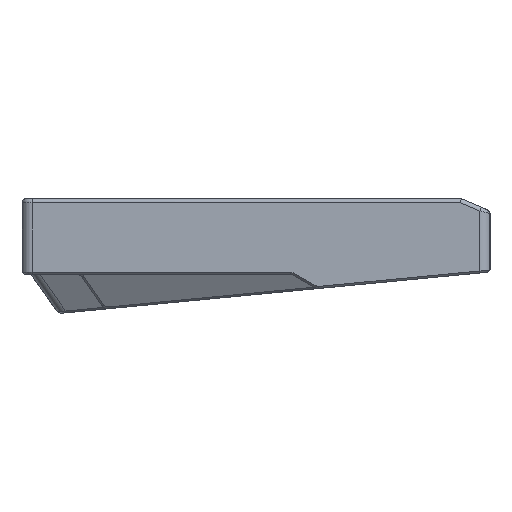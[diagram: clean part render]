
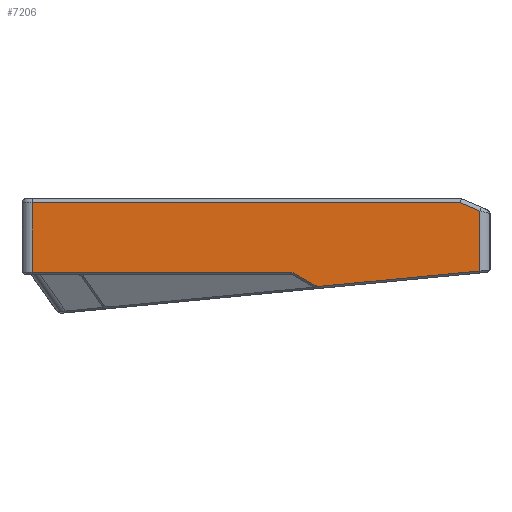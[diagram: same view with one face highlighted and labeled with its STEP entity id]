
A CAD part, left-side view. The second image highlights one B-rep face of the part: STEP entity #7206.
In plain terms, the highlighted planar face has unit normal (-1, 0, 0).
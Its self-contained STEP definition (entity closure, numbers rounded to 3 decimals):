
#117=B_SPLINE_CURVE_WITH_KNOTS('',3,(#10324,#10325,#10326,#10327),
 .UNSPECIFIED.,.F.,.F.,(4,4),(1.552,1.571),
 .UNSPECIFIED.);
#236=PLANE('',#7653);
#519=FACE_OUTER_BOUND('',#947,.T.);
#947=EDGE_LOOP('',(#4929,#4930,#4931,#4932,#4933,#4934,#4935,#4936,#4937,
#4938));
#1425=CIRCLE('',#7654,2.1);
#1426=CIRCLE('',#7655,1.1);
#1641=LINE('',#10205,#2362);
#1648=LINE('',#10240,#2369);
#1653=LINE('',#10312,#2374);
#1654=LINE('',#10314,#2375);
#1655=LINE('',#10318,#2376);
#1656=LINE('',#10322,#2377);
#1657=LINE('',#10328,#2378);
#2362=VECTOR('',#8248,10.);
#2369=VECTOR('',#8287,10.);
#2374=VECTOR('',#8312,10.);
#2375=VECTOR('',#8313,10.);
#2376=VECTOR('',#8316,10.);
#2377=VECTOR('',#8319,10.);
#2378=VECTOR('',#8320,10.);
#3083=VERTEX_POINT('',#10203);
#3084=VERTEX_POINT('',#10204);
#3095=VERTEX_POINT('',#10233);
#3103=VERTEX_POINT('',#10311);
#3104=VERTEX_POINT('',#10313);
#3105=VERTEX_POINT('',#10315);
#3106=VERTEX_POINT('',#10317);
#3107=VERTEX_POINT('',#10319);
#3108=VERTEX_POINT('',#10321);
#3109=VERTEX_POINT('',#10323);
#3785=EDGE_CURVE('',#3083,#3084,#1641,.T.);
#3803=EDGE_CURVE('',#3095,#3083,#1648,.T.);
#3815=EDGE_CURVE('',#3103,#3095,#1653,.T.);
#3816=EDGE_CURVE('',#3104,#3103,#1654,.T.);
#3817=EDGE_CURVE('',#3105,#3104,#1425,.T.);
#3818=EDGE_CURVE('',#3106,#3105,#1655,.T.);
#3819=EDGE_CURVE('',#3107,#3106,#1426,.T.);
#3820=EDGE_CURVE('',#3108,#3107,#1656,.T.);
#3821=EDGE_CURVE('',#3109,#3108,#117,.T.);
#3822=EDGE_CURVE('',#3084,#3109,#1657,.T.);
#4929=ORIENTED_EDGE('',*,*,#3785,.F.);
#4930=ORIENTED_EDGE('',*,*,#3803,.F.);
#4931=ORIENTED_EDGE('',*,*,#3815,.F.);
#4932=ORIENTED_EDGE('',*,*,#3816,.F.);
#4933=ORIENTED_EDGE('',*,*,#3817,.F.);
#4934=ORIENTED_EDGE('',*,*,#3818,.F.);
#4935=ORIENTED_EDGE('',*,*,#3819,.F.);
#4936=ORIENTED_EDGE('',*,*,#3820,.F.);
#4937=ORIENTED_EDGE('',*,*,#3821,.F.);
#4938=ORIENTED_EDGE('',*,*,#3822,.F.);
#7206=ADVANCED_FACE('',(#519),#236,.F.);
#7653=AXIS2_PLACEMENT_3D('',#10310,#8310,#8311);
#7654=AXIS2_PLACEMENT_3D('',#10316,#8314,#8315);
#7655=AXIS2_PLACEMENT_3D('',#10320,#8317,#8318);
#8248=DIRECTION('',(0.,-0.919,-0.394));
#8287=DIRECTION('',(0.,-1.,0.));
#8310=DIRECTION('center_axis',(1.,0.,0.));
#8311=DIRECTION('ref_axis',(0.,-1.,0.));
#8312=DIRECTION('',(0.,0.,1.));
#8313=DIRECTION('',(0.,1.,0.));
#8314=DIRECTION('center_axis',(-1.,0.,0.));
#8315=DIRECTION('ref_axis',(0.,-0.259,0.966));
#8316=DIRECTION('',(0.,0.866,0.5));
#8317=DIRECTION('center_axis',(1.,0.,0.));
#8318=DIRECTION('ref_axis',(0.,0.212,-0.977));
#8319=DIRECTION('',(0.,0.995,-0.096));
#8320=DIRECTION('',(0.,0.,-1.));
#10203=CARTESIAN_POINT('',(-4.275,-2.27,6.8));
#10204=CARTESIAN_POINT('',(-4.275,-6.975,4.783));
#10205=CARTESIAN_POINT('',(-4.275,41.452,25.538));
#10233=CARTESIAN_POINT('',(-4.275,102.225,6.8));
#10240=CARTESIAN_POINT('',(-4.275,76.175,6.8));
#10310=CARTESIAN_POINT('Origin',(-4.275,104.725,7.8));
#10311=CARTESIAN_POINT('',(-4.275,102.225,-10.2));
#10312=CARTESIAN_POINT('',(-4.275,102.225,7.8));
#10313=CARTESIAN_POINT('',(-4.275,39.222,-10.2));
#10314=CARTESIAN_POINT('',(-4.275,71.759,-10.2));
#10315=CARTESIAN_POINT('',(-4.275,38.172,-10.481));
#10316=CARTESIAN_POINT('Origin',(-4.275,39.222,-12.3));
#10317=CARTESIAN_POINT('',(-4.275,32.978,-13.48));
#10318=CARTESIAN_POINT('',(-4.275,64.269,4.586));
#10319=CARTESIAN_POINT('',(-4.275,32.322,-13.622));
#10320=CARTESIAN_POINT('Origin',(-4.275,32.428,-12.527));
#10321=CARTESIAN_POINT('',(-4.275,-6.927,-9.843));
#10322=CARTESIAN_POINT('',(-4.275,46.295,-14.968));
#10323=CARTESIAN_POINT('',(-4.275,-6.975,-9.838));
#10324=CARTESIAN_POINT('Ctrl Pts',(-4.275,-6.975,
-9.838));
#10325=CARTESIAN_POINT('Ctrl Pts',(-4.275,-6.959,
-9.84));
#10326=CARTESIAN_POINT('Ctrl Pts',(-4.275,-6.943,
-9.841));
#10327=CARTESIAN_POINT('Ctrl Pts',(-4.275,-6.927,-9.843));
#10328=CARTESIAN_POINT('',(-4.275,-6.975,7.8));
